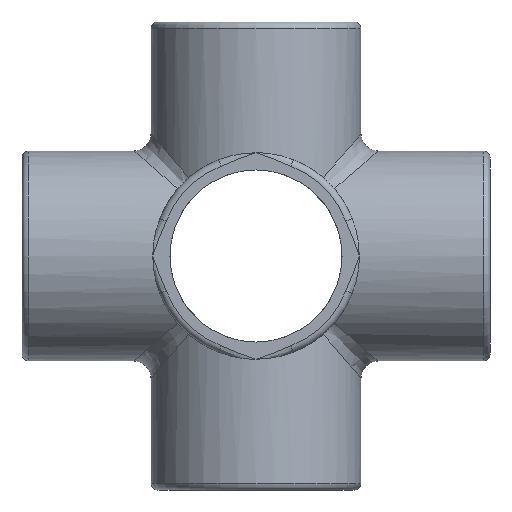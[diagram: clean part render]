
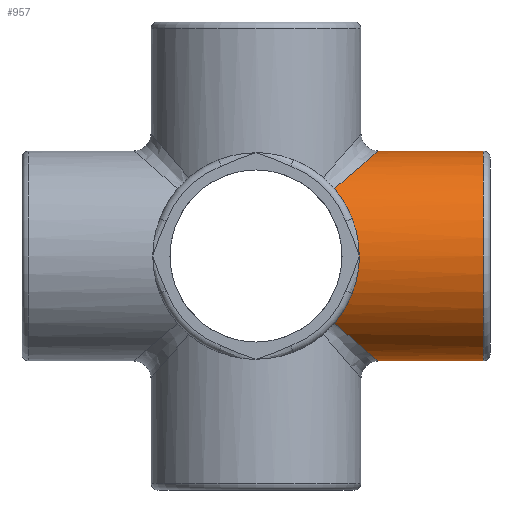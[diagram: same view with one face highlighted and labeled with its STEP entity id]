
A CAD part, front view. The second image highlights one B-rep face of the part: STEP entity #957.
In plain terms, the highlighted cylindrical face has radius 30.5 mm (diameter 61 mm), a partial arc.
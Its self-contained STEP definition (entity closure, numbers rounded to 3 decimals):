
#26 = DIRECTION ( 'NONE',  ( -1., 0., 0. ) ) ;
#155 = VERTEX_POINT ( 'NONE', #1475 ) ;
#254 = CARTESIAN_POINT ( 'NONE',  ( 66., 0., -30.5 ) ) ;
#343 = CARTESIAN_POINT ( 'NONE',  ( 22.755, -23.41, -19.55 ) ) ;
#449 = CARTESIAN_POINT ( 'NONE',  ( 23.78, -24.408, -18.308 ) ) ;
#578 = CARTESIAN_POINT ( 'NONE',  ( 30., -30.5, 0. ) ) ;
#628 = CARTESIAN_POINT ( 'NONE',  ( 29.776, -30.28, -3.778 ) ) ;
#828 = CARTESIAN_POINT ( 'NONE',  ( 22.755, -23.41, 19.55 ) ) ;
#857 = VERTEX_POINT ( 'NONE', #7257 ) ;
#957 = ADVANCED_FACE ( 'NONE', ( #2691 ), #7379, .T. ) ;
#1005 = CARTESIAN_POINT ( 'NONE',  ( 27.639, -28.181, 11.7 ) ) ;
#1013 = CARTESIAN_POINT ( 'NONE',  ( 27.964, -28.5, 10.863 ) ) ;
#1022 = CARTESIAN_POINT ( 'NONE',  ( 30.967, -17.518, -26.605 ) ) ;
#1092 = DIRECTION ( 'NONE',  ( -1., 0., 0. ) ) ;
#1124 = CARTESIAN_POINT ( 'NONE',  ( 25.221, -25.814, -16.267 ) ) ;
#1237 = AXIS2_PLACEMENT_3D ( 'NONE', #1504, #3465, #6144 ) ;
#1250 = CARTESIAN_POINT ( 'NONE',  ( 29.779, -30.283, 3.751 ) ) ;
#1272 = CARTESIAN_POINT ( 'NONE',  ( 28.125, -28.658, -10.448 ) ) ;
#1306 = CARTESIAN_POINT ( 'NONE',  ( 29.944, -30.445, -1.891 ) ) ;
#1379 = EDGE_LOOP ( 'NONE', ( #1579, #3112, #3436, #4318, #1436, #6568, #2452, #3583, #6243 ) ) ;
#1436 = ORIENTED_EDGE ( 'NONE', *, *, #2869, .F. ) ;
#1475 = CARTESIAN_POINT ( 'NONE',  ( 27.964, -28.5, -10.863 ) ) ;
#1504 = CARTESIAN_POINT ( 'NONE',  ( 68., 0., 0. ) ) ;
#1579 = ORIENTED_EDGE ( 'NONE', *, *, #3632, .F. ) ;
#1801 = CARTESIAN_POINT ( 'NONE',  ( 27.315, -27.863, -12.535 ) ) ;
#1924 = CARTESIAN_POINT ( 'NONE',  ( 29.121, -29.636, 7.449 ) ) ;
#1971 = CARTESIAN_POINT ( 'NONE',  ( 30., -30.5, -0.471 ) ) ;
#2107 = EDGE_CURVE ( 'NONE', #155, #5117, #4030, .T. ) ;
#2167 = CARTESIAN_POINT ( 'NONE',  ( 35.5, 0., 30.5 ) ) ;
#2336 = CARTESIAN_POINT ( 'NONE',  ( 26.502, -27.067, 14.085 ) ) ;
#2452 = ORIENTED_EDGE ( 'NONE', *, *, #2107, .F. ) ;
#2486 = VERTEX_POINT ( 'NONE', #254 ) ;
#2691 = FACE_OUTER_BOUND ( 'NONE', #1379, .T. ) ;
#2705 = EDGE_CURVE ( 'NONE', #5117, #5440, #5375, .T. ) ;
#2732 = CARTESIAN_POINT ( 'NONE',  ( 22.755, -23.41, -19.55 ) ) ;
#2869 = EDGE_CURVE ( 'NONE', #5440, #3233, #7378, .T. ) ;
#2883 = CARTESIAN_POINT ( 'NONE',  ( 30.967, -17.518, 26.605 ) ) ;
#2996 = CARTESIAN_POINT ( 'NONE',  ( 24.777, -25.379, 16.999 ) ) ;
#3077 = AXIS2_PLACEMENT_3D ( 'NONE', #5071, #1092, #5752 ) ;
#3095 = CARTESIAN_POINT ( 'NONE',  ( 23.276, -23.917, -18.944 ) ) ;
#3112 = ORIENTED_EDGE ( 'NONE', *, *, #7514, .T. ) ;
#3226 = VECTOR ( 'NONE', #4879, 1000. ) ;
#3233 = VERTEX_POINT ( 'NONE', #828 ) ;
#3266 = CARTESIAN_POINT ( 'NONE',  ( 28.569, -29.094, -9.166 ) ) ;
#3436 = ORIENTED_EDGE ( 'NONE', *, *, #8282, .T. ) ;
#3465 = DIRECTION ( 'NONE',  ( -1., 0., 0. ) ) ;
#3583 = ORIENTED_EDGE ( 'NONE', *, *, #5458, .F. ) ;
#3632 = EDGE_CURVE ( 'NONE', #2486, #857, #6357, .T. ) ;
#3643 = VERTEX_POINT ( 'NONE', #4345 ) ;
#3675 = CARTESIAN_POINT ( 'NONE',  ( 22.755, -23.41, 19.55 ) ) ;
#3928 = CARTESIAN_POINT ( 'NONE',  ( 29.084, -29.6, -7.412 ) ) ;
#4030 = B_SPLINE_CURVE_WITH_KNOTS ( 'NONE', 3,
 ( #5922, #1272, #7256, #3266, #7931, #3928, #8595, #4622, #628, #5283, #1306, #5962, #1971, #6617 ),
 .UNSPECIFIED., .F., .F.,
 ( 4, 2, 2, 2, 2, 2, 4 ),
 ( 0.043, 0.045, 0.046, 0.049, 0.052, 0.053, 0.055 ),
 .UNSPECIFIED. ) ;
#4318 = ORIENTED_EDGE ( 'NONE', *, *, #6457, .T. ) ;
#4345 = CARTESIAN_POINT ( 'NONE',  ( 66., 0., 30.5 ) ) ;
#4355 = CARTESIAN_POINT ( 'NONE',  ( 35.5, 0., -30.5 ) ) ;
#4396 =( BOUNDED_CURVE ( )  B_SPLINE_CURVE ( 3, ( #2167, #5544, #2883, #7546 ),
 .UNSPECIFIED., .F., .T. ) 
 B_SPLINE_CURVE_WITH_KNOTS ( ( 4, 4 ),
 ( 3.142, 4.017 ),
 .UNSPECIFIED. ) 
 CURVE ( )  GEOMETRIC_REPRESENTATION_ITEM ( )  RATIONAL_B_SPLINE_CURVE ( ( 1., 0.937, 0.937, 1. ) ) 
 REPRESENTATION_ITEM ( '' )  );
#4412 = CARTESIAN_POINT ( 'NONE',  ( 27.964, -28.5, 10.863 ) ) ;
#4566 = CARTESIAN_POINT ( 'NONE',  ( 30., -30.5, 0.944 ) ) ;
#4621 = VERTEX_POINT ( 'NONE', #2732 ) ;
#4622 = CARTESIAN_POINT ( 'NONE',  ( 29.644, -30.15, -4.702 ) ) ;
#4665 = CARTESIAN_POINT ( 'NONE',  ( 30., -30.5, 0. ) ) ;
#4848 = EDGE_CURVE ( 'NONE', #4621, #857, #7188, .T. ) ;
#4879 = DIRECTION ( 'NONE',  ( -1., 0., 0. ) ) ;
#4998 = LINE ( 'NONE', #5519, #3226 ) ;
#5009 = VECTOR ( 'NONE', #26, 1000. ) ;
#5071 = CARTESIAN_POINT ( 'NONE',  ( 66., 0., 0. ) ) ;
#5112 = CARTESIAN_POINT ( 'NONE',  ( 24.752, -25.356, -16.971 ) ) ;
#5117 = VERTEX_POINT ( 'NONE', #4665 ) ;
#5235 = CARTESIAN_POINT ( 'NONE',  ( 29.956, -30.456, 1.883 ) ) ;
#5262 = CARTESIAN_POINT ( 'NONE',  ( 28.611, -29.135, 9.198 ) ) ;
#5283 = CARTESIAN_POINT ( 'NONE',  ( 29.91, -30.412, -2.367 ) ) ;
#5324 = CIRCLE ( 'NONE', #3077, 30.5 ) ;
#5375 = B_SPLINE_CURVE_WITH_KNOTS ( 'NONE', 3,
 ( #578, #4566, #5235, #1250, #5908, #1924, #5262, #1013 ),
 .UNSPECIFIED., .F., .F.,
 ( 4, 2, 2, 4 ),
 ( 0.055, 0.057, 0.06, 0.066 ),
 .UNSPECIFIED. ) ;
#5440 = VERTEX_POINT ( 'NONE', #4412 ) ;
#5458 = EDGE_CURVE ( 'NONE', #4621, #155, #6434, .T. ) ;
#5519 = CARTESIAN_POINT ( 'NONE',  ( 68., 0., 30.5 ) ) ;
#5544 = CARTESIAN_POINT ( 'NONE',  ( 35.5, -9.192, 30.5 ) ) ;
#5752 = DIRECTION ( 'NONE',  ( 0., 0., -1. ) ) ;
#5787 = CARTESIAN_POINT ( 'NONE',  ( 26.541, -27.104, -14.088 ) ) ;
#5908 = CARTESIAN_POINT ( 'NONE',  ( 29.647, -30.153, 4.682 ) ) ;
#5922 = CARTESIAN_POINT ( 'NONE',  ( 27.964, -28.5, -10.863 ) ) ;
#5962 = CARTESIAN_POINT ( 'NONE',  ( 29.989, -30.489, -0.944 ) ) ;
#6144 = DIRECTION ( 'NONE',  ( 0., 0., 1. ) ) ;
#6243 = ORIENTED_EDGE ( 'NONE', *, *, #4848, .T. ) ;
#6327 = CARTESIAN_POINT ( 'NONE',  ( 27.277, -27.826, 12.519 ) ) ;
#6357 = LINE ( 'NONE', #7666, #5009 ) ;
#6434 = B_SPLINE_CURVE_WITH_KNOTS ( 'NONE', 3,
 ( #7088, #3095, #449, #5112, #1124, #5787, #1801, #6451 ),
 .UNSPECIFIED., .F., .F.,
 ( 4, 2, 2, 4 ),
 ( 0.032, 0.035, 0.038, 0.043 ),
 .UNSPECIFIED. ) ;
#6451 = CARTESIAN_POINT ( 'NONE',  ( 27.964, -28.5, -10.863 ) ) ;
#6457 = EDGE_CURVE ( 'NONE', #8018, #3233, #4396, .T. ) ;
#6568 = ORIENTED_EDGE ( 'NONE', *, *, #2705, .F. ) ;
#6617 = CARTESIAN_POINT ( 'NONE',  ( 30., -30.5, 0. ) ) ;
#6996 = CARTESIAN_POINT ( 'NONE',  ( 26.089, -26.662, 14.836 ) ) ;
#7088 = CARTESIAN_POINT ( 'NONE',  ( 22.755, -23.41, -19.55 ) ) ;
#7188 =( BOUNDED_CURVE ( )  B_SPLINE_CURVE ( 3, ( #343, #1022, #8345, #4355 ),
 .UNSPECIFIED., .F., .T. ) 
 B_SPLINE_CURVE_WITH_KNOTS ( ( 4, 4 ),
 ( 2.267, 3.142 ),
 .UNSPECIFIED. ) 
 CURVE ( )  GEOMETRIC_REPRESENTATION_ITEM ( )  RATIONAL_B_SPLINE_CURVE ( ( 1., 0.937, 0.937, 1. ) ) 
 REPRESENTATION_ITEM ( '' )  );
#7256 = CARTESIAN_POINT ( 'NONE',  ( 28.279, -28.809, -10.026 ) ) ;
#7257 = CARTESIAN_POINT ( 'NONE',  ( 35.5, 0., -30.5 ) ) ;
#7378 = B_SPLINE_CURVE_WITH_KNOTS ( 'NONE', 3,
 ( #7630, #1005, #6327, #2336, #6996, #2996, #7659, #3675 ),
 .UNSPECIFIED., .F., .F.,
 ( 4, 2, 2, 4 ),
 ( 0.066, 0.069, 0.072, 0.077 ),
 .UNSPECIFIED. ) ;
#7379 = CYLINDRICAL_SURFACE ( 'NONE', #1237, 30.5 ) ;
#7514 = EDGE_CURVE ( 'NONE', #2486, #3643, #5324, .T. ) ;
#7546 = CARTESIAN_POINT ( 'NONE',  ( 22.755, -23.41, 19.55 ) ) ;
#7630 = CARTESIAN_POINT ( 'NONE',  ( 27.964, -28.5, 10.863 ) ) ;
#7659 = CARTESIAN_POINT ( 'NONE',  ( 23.807, -24.433, 18.325 ) ) ;
#7666 = CARTESIAN_POINT ( 'NONE',  ( 68., 0., -30.5 ) ) ;
#7931 = CARTESIAN_POINT ( 'NONE',  ( 28.705, -29.228, -8.73 ) ) ;
#8018 = VERTEX_POINT ( 'NONE', #8201 ) ;
#8201 = CARTESIAN_POINT ( 'NONE',  ( 35.5, 0., 30.5 ) ) ;
#8282 = EDGE_CURVE ( 'NONE', #3643, #8018, #4998, .T. ) ;
#8345 = CARTESIAN_POINT ( 'NONE',  ( 35.5, -9.192, -30.5 ) ) ;
#8595 = CARTESIAN_POINT ( 'NONE',  ( 29.298, -29.809, -6.519 ) ) ;
